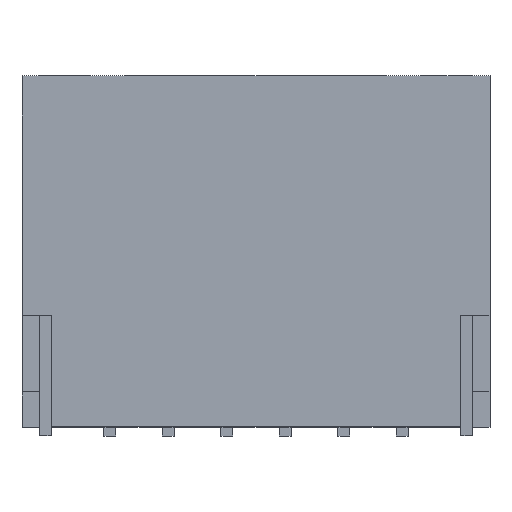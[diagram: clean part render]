
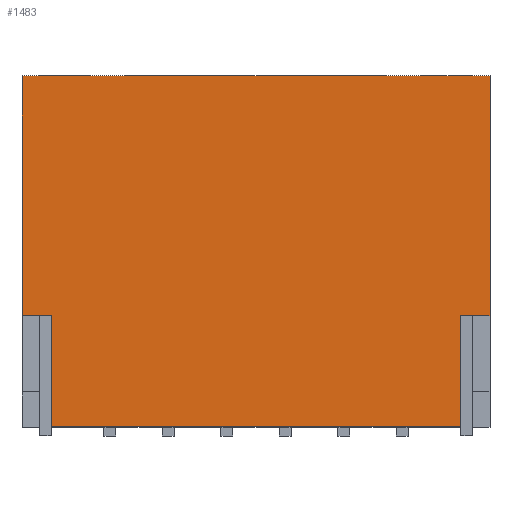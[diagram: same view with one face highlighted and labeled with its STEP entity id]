
A CAD part, top view. The second image highlights one B-rep face of the part: STEP entity #1483.
In plain terms, the highlighted planar face has unit normal (0, 0, 1).
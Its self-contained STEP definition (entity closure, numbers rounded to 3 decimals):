
#536 = PLANE('',#537);
#537 = AXIS2_PLACEMENT_3D('',#538,#539,#540);
#538 = CARTESIAN_POINT('',(0.5,-2.15,0.));
#539 = DIRECTION('',(0.,1.,0.));
#540 = DIRECTION('',(-1.,0.,0.));
#564 = PLANE('',#565);
#565 = AXIS2_PLACEMENT_3D('',#566,#567,#568);
#566 = CARTESIAN_POINT('',(0.,1.95,-4.4));
#567 = DIRECTION('',(-1.,0.,0.));
#568 = DIRECTION('',(0.,-1.,0.));
#628 = PLANE('',#629);
#629 = AXIS2_PLACEMENT_3D('',#630,#631,#632);
#630 = CARTESIAN_POINT('',(8.,-4.05,0.));
#631 = DIRECTION('',(0.,-1.,0.));
#632 = DIRECTION('',(0.,0.,1.));
#721 = VERTEX_POINT('',#722);
#722 = CARTESIAN_POINT('',(7.5,-2.15,0.));
#731 = PLANE('',#732);
#732 = AXIS2_PLACEMENT_3D('',#733,#734,#735);
#733 = CARTESIAN_POINT('',(7.5,-2.15,0.));
#734 = DIRECTION('',(0.,-1.,0.));
#735 = DIRECTION('',(1.,0.,0.));
#743 = PLANE('',#744);
#744 = AXIS2_PLACEMENT_3D('',#745,#746,#747);
#745 = CARTESIAN_POINT('',(7.5,-4.05,-0.65));
#746 = DIRECTION('',(-1.,0.,0.));
#747 = DIRECTION('',(0.,1.,0.));
#840 = VERTEX_POINT('',#841);
#841 = CARTESIAN_POINT('',(8.,-2.15,0.));
#855 = PLANE('',#856);
#856 = AXIS2_PLACEMENT_3D('',#857,#858,#859);
#857 = CARTESIAN_POINT('',(8.,1.95,-4.4));
#858 = DIRECTION('',(-1.,0.,0.));
#859 = DIRECTION('',(0.,-1.,0.));
#867 = EDGE_CURVE('',#721,#840,#868,.T.);
#868 = SURFACE_CURVE('',#869,(#873,#880),.PCURVE_S1.);
#869 = LINE('',#870,#871);
#870 = CARTESIAN_POINT('',(7.5,-2.15,0.));
#871 = VECTOR('',#872,1.);
#872 = DIRECTION('',(1.,0.,0.));
#873 = PCURVE('',#731,#874);
#874 = DEFINITIONAL_REPRESENTATION('',(#875),#879);
#875 = LINE('',#876,#877);
#876 = CARTESIAN_POINT('',(0.,0.));
#877 = VECTOR('',#878,1.);
#878 = DIRECTION('',(1.,0.));
#879 = ( GEOMETRIC_REPRESENTATION_CONTEXT(2) 
PARAMETRIC_REPRESENTATION_CONTEXT() REPRESENTATION_CONTEXT('2D SPACE',''
  ) );
#880 = PCURVE('',#881,#886);
#881 = PLANE('',#882);
#882 = AXIS2_PLACEMENT_3D('',#883,#884,#885);
#883 = CARTESIAN_POINT('',(8.,1.95,0.));
#884 = DIRECTION('',(0.,0.,1.));
#885 = DIRECTION('',(0.,1.,0.));
#886 = DEFINITIONAL_REPRESENTATION('',(#887),#891);
#887 = LINE('',#888,#889);
#888 = CARTESIAN_POINT('',(-4.1,0.5));
#889 = VECTOR('',#890,1.);
#890 = DIRECTION('',(0.,-1.));
#891 = ( GEOMETRIC_REPRESENTATION_CONTEXT(2) 
PARAMETRIC_REPRESENTATION_CONTEXT() REPRESENTATION_CONTEXT('2D SPACE',''
  ) );
#1128 = EDGE_CURVE('',#1129,#721,#1131,.T.);
#1129 = VERTEX_POINT('',#1130);
#1130 = CARTESIAN_POINT('',(7.5,-4.05,0.));
#1131 = SURFACE_CURVE('',#1132,(#1136,#1143),.PCURVE_S1.);
#1132 = LINE('',#1133,#1134);
#1133 = CARTESIAN_POINT('',(7.5,-4.05,0.));
#1134 = VECTOR('',#1135,1.);
#1135 = DIRECTION('',(0.,1.,0.));
#1136 = PCURVE('',#743,#1137);
#1137 = DEFINITIONAL_REPRESENTATION('',(#1138),#1142);
#1138 = LINE('',#1139,#1140);
#1139 = CARTESIAN_POINT('',(0.,-0.65));
#1140 = VECTOR('',#1141,1.);
#1141 = DIRECTION('',(1.,0.));
#1142 = ( GEOMETRIC_REPRESENTATION_CONTEXT(2) 
PARAMETRIC_REPRESENTATION_CONTEXT() REPRESENTATION_CONTEXT('2D SPACE',''
  ) );
#1143 = PCURVE('',#881,#1144);
#1144 = DEFINITIONAL_REPRESENTATION('',(#1145),#1149);
#1145 = LINE('',#1146,#1147);
#1146 = CARTESIAN_POINT('',(-6.,0.5));
#1147 = VECTOR('',#1148,1.);
#1148 = DIRECTION('',(1.,0.));
#1149 = ( GEOMETRIC_REPRESENTATION_CONTEXT(2) 
PARAMETRIC_REPRESENTATION_CONTEXT() REPRESENTATION_CONTEXT('2D SPACE',''
  ) );
#1412 = VERTEX_POINT('',#1413);
#1413 = CARTESIAN_POINT('',(8.,1.95,0.));
#1427 = PLANE('',#1428);
#1428 = AXIS2_PLACEMENT_3D('',#1429,#1430,#1431);
#1429 = CARTESIAN_POINT('',(8.,1.95,0.));
#1430 = DIRECTION('',(0.,1.,0.));
#1431 = DIRECTION('',(0.,0.,-1.));
#1439 = EDGE_CURVE('',#840,#1412,#1440,.T.);
#1440 = SURFACE_CURVE('',#1441,(#1445,#1452),.PCURVE_S1.);
#1441 = LINE('',#1442,#1443);
#1442 = CARTESIAN_POINT('',(8.,1.95,0.));
#1443 = VECTOR('',#1444,1.);
#1444 = DIRECTION('',(0.,1.,0.));
#1445 = PCURVE('',#855,#1446);
#1446 = DEFINITIONAL_REPRESENTATION('',(#1447),#1451);
#1447 = LINE('',#1448,#1449);
#1448 = CARTESIAN_POINT('',(0.,4.4));
#1449 = VECTOR('',#1450,1.);
#1450 = DIRECTION('',(-1.,0.));
#1451 = ( GEOMETRIC_REPRESENTATION_CONTEXT(2) 
PARAMETRIC_REPRESENTATION_CONTEXT() REPRESENTATION_CONTEXT('2D SPACE',''
  ) );
#1452 = PCURVE('',#881,#1453);
#1453 = DEFINITIONAL_REPRESENTATION('',(#1454),#1458);
#1454 = LINE('',#1455,#1456);
#1455 = CARTESIAN_POINT('',(0.,-0.));
#1456 = VECTOR('',#1457,1.);
#1457 = DIRECTION('',(1.,0.));
#1458 = ( GEOMETRIC_REPRESENTATION_CONTEXT(2) 
PARAMETRIC_REPRESENTATION_CONTEXT() REPRESENTATION_CONTEXT('2D SPACE',''
  ) );
#1483 = ADVANCED_FACE('',(#1484),#881,.T.);
#1484 = FACE_BOUND('',#1485,.T.);
#1485 = EDGE_LOOP('',(#1486,#1487,#1488,#1489,#1512,#1535,#1558,#1586));
#1486 = ORIENTED_EDGE('',*,*,#1128,.T.);
#1487 = ORIENTED_EDGE('',*,*,#867,.T.);
#1488 = ORIENTED_EDGE('',*,*,#1439,.T.);
#1489 = ORIENTED_EDGE('',*,*,#1490,.T.);
#1490 = EDGE_CURVE('',#1412,#1491,#1493,.T.);
#1491 = VERTEX_POINT('',#1492);
#1492 = CARTESIAN_POINT('',(0.,1.95,0.)
  );
#1493 = SURFACE_CURVE('',#1494,(#1498,#1505),.PCURVE_S1.);
#1494 = LINE('',#1495,#1496);
#1495 = CARTESIAN_POINT('',(8.,1.95,0.));
#1496 = VECTOR('',#1497,1.);
#1497 = DIRECTION('',(-1.,0.,0.));
#1498 = PCURVE('',#881,#1499);
#1499 = DEFINITIONAL_REPRESENTATION('',(#1500),#1504);
#1500 = LINE('',#1501,#1502);
#1501 = CARTESIAN_POINT('',(0.,-0.));
#1502 = VECTOR('',#1503,1.);
#1503 = DIRECTION('',(0.,1.));
#1504 = ( GEOMETRIC_REPRESENTATION_CONTEXT(2) 
PARAMETRIC_REPRESENTATION_CONTEXT() REPRESENTATION_CONTEXT('2D SPACE',''
  ) );
#1505 = PCURVE('',#1427,#1506);
#1506 = DEFINITIONAL_REPRESENTATION('',(#1507),#1511);
#1507 = LINE('',#1508,#1509);
#1508 = CARTESIAN_POINT('',(0.,-0.));
#1509 = VECTOR('',#1510,1.);
#1510 = DIRECTION('',(0.,1.));
#1511 = ( GEOMETRIC_REPRESENTATION_CONTEXT(2) 
PARAMETRIC_REPRESENTATION_CONTEXT() REPRESENTATION_CONTEXT('2D SPACE',''
  ) );
#1512 = ORIENTED_EDGE('',*,*,#1513,.F.);
#1513 = EDGE_CURVE('',#1514,#1491,#1516,.T.);
#1514 = VERTEX_POINT('',#1515);
#1515 = CARTESIAN_POINT('',(0.,-2.15,0.
    ));
#1516 = SURFACE_CURVE('',#1517,(#1521,#1528),.PCURVE_S1.);
#1517 = LINE('',#1518,#1519);
#1518 = CARTESIAN_POINT('',(0.,1.95,0.)
  );
#1519 = VECTOR('',#1520,1.);
#1520 = DIRECTION('',(0.,1.,0.));
#1521 = PCURVE('',#881,#1522);
#1522 = DEFINITIONAL_REPRESENTATION('',(#1523),#1527);
#1523 = LINE('',#1524,#1525);
#1524 = CARTESIAN_POINT('',(0.,8.));
#1525 = VECTOR('',#1526,1.);
#1526 = DIRECTION('',(1.,0.));
#1527 = ( GEOMETRIC_REPRESENTATION_CONTEXT(2) 
PARAMETRIC_REPRESENTATION_CONTEXT() REPRESENTATION_CONTEXT('2D SPACE',''
  ) );
#1528 = PCURVE('',#564,#1529);
#1529 = DEFINITIONAL_REPRESENTATION('',(#1530),#1534);
#1530 = LINE('',#1531,#1532);
#1531 = CARTESIAN_POINT('',(0.,4.4));
#1532 = VECTOR('',#1533,1.);
#1533 = DIRECTION('',(-1.,0.));
#1534 = ( GEOMETRIC_REPRESENTATION_CONTEXT(2) 
PARAMETRIC_REPRESENTATION_CONTEXT() REPRESENTATION_CONTEXT('2D SPACE',''
  ) );
#1535 = ORIENTED_EDGE('',*,*,#1536,.F.);
#1536 = EDGE_CURVE('',#1537,#1514,#1539,.T.);
#1537 = VERTEX_POINT('',#1538);
#1538 = CARTESIAN_POINT('',(0.5,-2.15,0.));
#1539 = SURFACE_CURVE('',#1540,(#1544,#1551),.PCURVE_S1.);
#1540 = LINE('',#1541,#1542);
#1541 = CARTESIAN_POINT('',(0.5,-2.15,0.));
#1542 = VECTOR('',#1543,1.);
#1543 = DIRECTION('',(-1.,0.,0.));
#1544 = PCURVE('',#881,#1545);
#1545 = DEFINITIONAL_REPRESENTATION('',(#1546),#1550);
#1546 = LINE('',#1547,#1548);
#1547 = CARTESIAN_POINT('',(-4.1,7.5));
#1548 = VECTOR('',#1549,1.);
#1549 = DIRECTION('',(0.,1.));
#1550 = ( GEOMETRIC_REPRESENTATION_CONTEXT(2) 
PARAMETRIC_REPRESENTATION_CONTEXT() REPRESENTATION_CONTEXT('2D SPACE',''
  ) );
#1551 = PCURVE('',#536,#1552);
#1552 = DEFINITIONAL_REPRESENTATION('',(#1553),#1557);
#1553 = LINE('',#1554,#1555);
#1554 = CARTESIAN_POINT('',(-0.,0.));
#1555 = VECTOR('',#1556,1.);
#1556 = DIRECTION('',(1.,0.));
#1557 = ( GEOMETRIC_REPRESENTATION_CONTEXT(2) 
PARAMETRIC_REPRESENTATION_CONTEXT() REPRESENTATION_CONTEXT('2D SPACE',''
  ) );
#1558 = ORIENTED_EDGE('',*,*,#1559,.F.);
#1559 = EDGE_CURVE('',#1560,#1537,#1562,.T.);
#1560 = VERTEX_POINT('',#1561);
#1561 = CARTESIAN_POINT('',(0.5,-4.05,0.));
#1562 = SURFACE_CURVE('',#1563,(#1567,#1574),.PCURVE_S1.);
#1563 = LINE('',#1564,#1565);
#1564 = CARTESIAN_POINT('',(0.5,-4.05,0.));
#1565 = VECTOR('',#1566,1.);
#1566 = DIRECTION('',(0.,1.,0.));
#1567 = PCURVE('',#881,#1568);
#1568 = DEFINITIONAL_REPRESENTATION('',(#1569),#1573);
#1569 = LINE('',#1570,#1571);
#1570 = CARTESIAN_POINT('',(-6.,7.5));
#1571 = VECTOR('',#1572,1.);
#1572 = DIRECTION('',(1.,0.));
#1573 = ( GEOMETRIC_REPRESENTATION_CONTEXT(2) 
PARAMETRIC_REPRESENTATION_CONTEXT() REPRESENTATION_CONTEXT('2D SPACE',''
  ) );
#1574 = PCURVE('',#1575,#1580);
#1575 = PLANE('',#1576);
#1576 = AXIS2_PLACEMENT_3D('',#1577,#1578,#1579);
#1577 = CARTESIAN_POINT('',(0.5,-4.05,-0.65));
#1578 = DIRECTION('',(1.,0.,0.));
#1579 = DIRECTION('',(0.,1.,0.));
#1580 = DEFINITIONAL_REPRESENTATION('',(#1581),#1585);
#1581 = LINE('',#1582,#1583);
#1582 = CARTESIAN_POINT('',(0.,0.65));
#1583 = VECTOR('',#1584,1.);
#1584 = DIRECTION('',(1.,0.));
#1585 = ( GEOMETRIC_REPRESENTATION_CONTEXT(2) 
PARAMETRIC_REPRESENTATION_CONTEXT() REPRESENTATION_CONTEXT('2D SPACE',''
  ) );
#1586 = ORIENTED_EDGE('',*,*,#1587,.F.);
#1587 = EDGE_CURVE('',#1129,#1560,#1588,.T.);
#1588 = SURFACE_CURVE('',#1589,(#1593,#1600),.PCURVE_S1.);
#1589 = LINE('',#1590,#1591);
#1590 = CARTESIAN_POINT('',(8.,-4.05,0.));
#1591 = VECTOR('',#1592,1.);
#1592 = DIRECTION('',(-1.,0.,0.));
#1593 = PCURVE('',#881,#1594);
#1594 = DEFINITIONAL_REPRESENTATION('',(#1595),#1599);
#1595 = LINE('',#1596,#1597);
#1596 = CARTESIAN_POINT('',(-6.,0.));
#1597 = VECTOR('',#1598,1.);
#1598 = DIRECTION('',(0.,1.));
#1599 = ( GEOMETRIC_REPRESENTATION_CONTEXT(2) 
PARAMETRIC_REPRESENTATION_CONTEXT() REPRESENTATION_CONTEXT('2D SPACE',''
  ) );
#1600 = PCURVE('',#628,#1601);
#1601 = DEFINITIONAL_REPRESENTATION('',(#1602),#1606);
#1602 = LINE('',#1603,#1604);
#1603 = CARTESIAN_POINT('',(0.,-0.));
#1604 = VECTOR('',#1605,1.);
#1605 = DIRECTION('',(0.,1.));
#1606 = ( GEOMETRIC_REPRESENTATION_CONTEXT(2) 
PARAMETRIC_REPRESENTATION_CONTEXT() REPRESENTATION_CONTEXT('2D SPACE',''
  ) );
